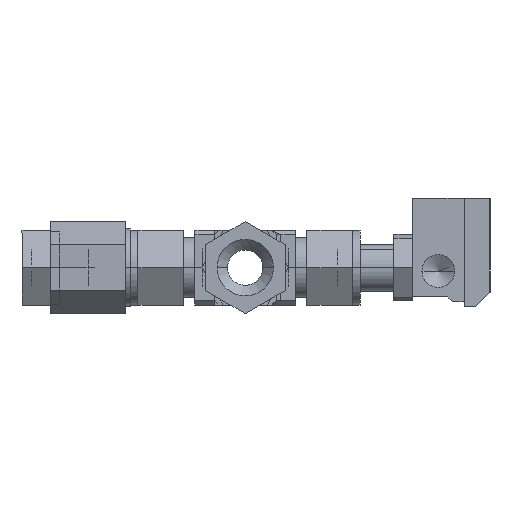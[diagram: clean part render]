
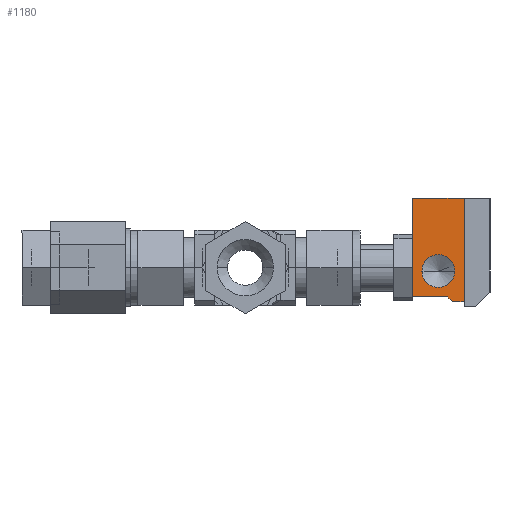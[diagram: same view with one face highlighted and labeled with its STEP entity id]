
A CAD part, left-side view. The second image highlights one B-rep face of the part: STEP entity #1180.
In plain terms, the highlighted planar face has unit normal (-1, 0, 0).
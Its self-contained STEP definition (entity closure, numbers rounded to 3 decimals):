
#1180=ADVANCED_FACE('',(#3647,#3648),#3649,.F.);
#3647=FACE_BOUND('',#7076,.T.);
#3648=FACE_OUTER_BOUND('',#7077,.T.);
#3649=PLANE('',#7078);
#7076=EDGE_LOOP('',(#14574,#14575));
#7077=EDGE_LOOP('',(#14576,#14577,#14578,#14579,#14580,#14581));
#7078=AXIS2_PLACEMENT_3D('',#14582,#14583,#14584);
#14574=ORIENTED_EDGE('',*,*,#22686,.T.);
#14575=ORIENTED_EDGE('',*,*,#22282,.T.);
#14576=ORIENTED_EDGE('',*,*,#22704,.T.);
#14577=ORIENTED_EDGE('',*,*,#22689,.T.);
#14578=ORIENTED_EDGE('',*,*,#22693,.T.);
#14579=ORIENTED_EDGE('',*,*,#22696,.T.);
#14580=ORIENTED_EDGE('',*,*,#22699,.T.);
#14581=ORIENTED_EDGE('',*,*,#22702,.T.);
#14582=CARTESIAN_POINT('',(-1260.756,-177.145,124.312));
#14583=DIRECTION('',(1.0,0.,0.));
#14584=DIRECTION('',(0.,1.0,0.));
#22282=EDGE_CURVE('',#26874,#26871,#26875,.T.);
#22686=EDGE_CURVE('',#26871,#26874,#27546,.T.);
#22689=EDGE_CURVE('',#27552,#27550,#27553,.T.);
#22693=EDGE_CURVE('',#27550,#27557,#27559,.T.);
#22696=EDGE_CURVE('',#27557,#27562,#27564,.T.);
#22699=EDGE_CURVE('',#27562,#27567,#27569,.T.);
#22702=EDGE_CURVE('',#27567,#27572,#27574,.T.);
#22704=EDGE_CURVE('',#27572,#27552,#27576,.T.);
#26871=VERTEX_POINT('',#33958);
#26874=VERTEX_POINT('',#33962);
#26875=CIRCLE('',#33963,5.556);
#27546=CIRCLE('',#34771,5.556);
#27550=VERTEX_POINT('',#34776);
#27552=VERTEX_POINT('',#34779);
#27553=LINE('',#34780,#34781);
#27557=VERTEX_POINT('',#34787);
#27559=LINE('',#34790,#34791);
#27562=VERTEX_POINT('',#34795);
#27564=LINE('',#34798,#34799);
#27567=VERTEX_POINT('',#34803);
#27569=LINE('',#34806,#34807);
#27572=VERTEX_POINT('',#34811);
#27574=LINE('',#34814,#34815);
#27576=LINE('',#34818,#34819);
#33958=CARTESIAN_POINT('',(-1260.756,-182.536,116.824));
#33962=CARTESIAN_POINT('',(-1260.756,-171.424,116.824));
#33963=AXIS2_PLACEMENT_3D('',#43258,#43259,#43260);
#34771=AXIS2_PLACEMENT_3D('',#44196,#44197,#44198);
#34776=CARTESIAN_POINT('',(-1260.756,-180.168,108.093));
#34779=CARTESIAN_POINT('',(-1260.756,-168.249,108.093));
#34780=CARTESIAN_POINT('',(-1260.756,-168.249,108.093));
#34781=VECTOR('',#44201,11.919);
#34787=CARTESIAN_POINT('',(-1260.756,-181.755,106.505));
#34790=CARTESIAN_POINT('',(-1260.756,-180.168,108.093));
#34791=VECTOR('',#44205,2.245);
#34795=CARTESIAN_POINT('',(-1260.756,-185.724,106.505));
#34798=CARTESIAN_POINT('',(-1260.756,-181.755,106.505));
#34799=VECTOR('',#44208,3.969);
#34803=CARTESIAN_POINT('',(-1260.756,-185.724,141.43));
#34806=CARTESIAN_POINT('',(-1260.756,-185.724,106.505));
#34807=VECTOR('',#44211,34.925);
#34811=CARTESIAN_POINT('',(-1260.756,-168.249,141.43));
#34814=CARTESIAN_POINT('',(-1260.756,-185.724,141.43));
#34815=VECTOR('',#44214,17.475);
#34818=CARTESIAN_POINT('',(-1260.756,-168.249,141.43));
#34819=VECTOR('',#44216,33.338);
#43258=CARTESIAN_POINT('',(-1260.756,-176.98,116.824));
#43259=DIRECTION('',(1.0,0.,0.));
#43260=DIRECTION('',(0.,-1.0,0.));
#44196=CARTESIAN_POINT('',(-1260.756,-176.98,116.824));
#44197=DIRECTION('',(1.0,0.,0.));
#44198=DIRECTION('',(0.,-1.0,0.));
#44201=DIRECTION('',(0.,-1.0,0.));
#44205=DIRECTION('',(0.,-0.707,-0.707));
#44208=DIRECTION('',(0.,-1.0,0.));
#44211=DIRECTION('',(0.,0.,1.0));
#44214=DIRECTION('',(0.,1.0,0.));
#44216=DIRECTION('',(0.,0.,-1.0));
